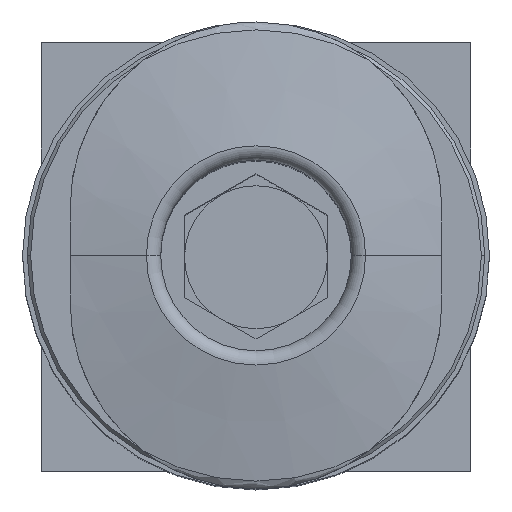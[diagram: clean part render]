
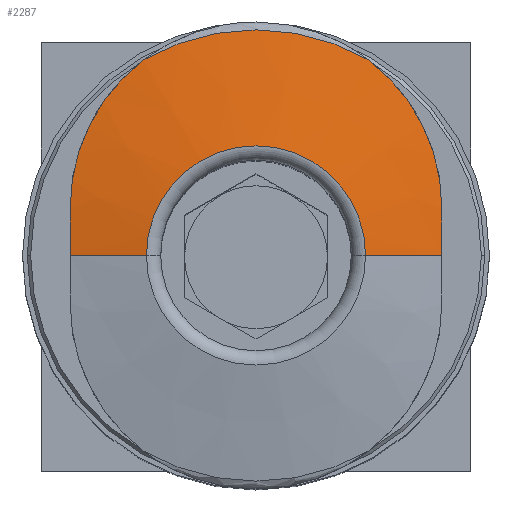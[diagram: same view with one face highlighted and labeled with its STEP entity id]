
A CAD part, top view. The second image highlights one B-rep face of the part: STEP entity #2287.
In plain terms, the highlighted conical face has half-angle 80 degrees and reference radius 3.517 mm.
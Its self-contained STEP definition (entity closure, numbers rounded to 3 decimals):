
#475=CARTESIAN_POINT('',(-2.361,4.104,55.221));
#476=CARTESIAN_POINT('',(-2.52,3.983,55.225));
#477=CARTESIAN_POINT('',(-2.819,3.717,55.235));
#478=CARTESIAN_POINT('',(-3.201,3.255,55.253));
#479=CARTESIAN_POINT('',(-3.508,2.739,55.273));
#480=CARTESIAN_POINT('',(-3.732,2.183,55.296));
#481=CARTESIAN_POINT('',(-3.869,1.598,55.32));
#482=CARTESIAN_POINT('',(-3.9,1.2,55.337));
#483=CARTESIAN_POINT('',(-3.9,1.,55.346));
#493=CARTESIAN_POINT('',(3.9,1.,55.345));
#494=CARTESIAN_POINT('',(3.9,1.199,55.337));
#495=CARTESIAN_POINT('',(3.869,1.598,55.32));
#496=CARTESIAN_POINT('',(3.732,2.183,55.296));
#497=CARTESIAN_POINT('',(3.508,2.739,55.273));
#498=CARTESIAN_POINT('',(3.201,3.255,55.253));
#499=CARTESIAN_POINT('',(2.819,3.717,55.235));
#500=CARTESIAN_POINT('',(2.52,3.983,55.225));
#501=CARTESIAN_POINT('',(2.362,4.104,55.221));
#503=DIRECTION('',(-0.985,0.,-0.174));
#504=VECTOR('',#503,1.625);
#505=CARTESIAN_POINT('',(-2.3,0.,55.65));
#506=LINE('',#505,#504);
#507=CARTESIAN_POINT('',(0.,0.,55.221));
#508=DIRECTION('',(0.,0.,1.));
#509=DIRECTION('',(0.499,0.867,0.));
#510=AXIS2_PLACEMENT_3D('',#507,#508,#509);
#528=CARTESIAN_POINT('',(3.9,0.,55.368));
#529=CARTESIAN_POINT('',(3.9,0.111,55.368));
#530=CARTESIAN_POINT('',(3.9,0.333,55.366));
#531=CARTESIAN_POINT('',(3.9,0.667,55.359));
#532=CARTESIAN_POINT('',(3.9,0.889,55.35));
#533=CARTESIAN_POINT('',(3.9,1.,55.345));
#574=DIRECTION('',(0.985,0.,-0.174));
#575=VECTOR('',#574,1.625);
#576=CARTESIAN_POINT('',(2.3,0.,55.65));
#577=LINE('',#576,#575);
#589=CARTESIAN_POINT('',(-3.9,1.,55.346));
#590=CARTESIAN_POINT('',(-3.9,0.889,55.35));
#591=CARTESIAN_POINT('',(-3.9,0.667,55.359));
#592=CARTESIAN_POINT('',(-3.9,0.333,55.366));
#593=CARTESIAN_POINT('',(-3.9,0.111,55.368));
#594=CARTESIAN_POINT('',(-3.9,0.,55.368));
#611=CARTESIAN_POINT('',(0.,0.,55.65));
#612=DIRECTION('',(0.,0.,-1.));
#613=DIRECTION('',(-1.,0.,0.));
#614=AXIS2_PLACEMENT_3D('',#611,#612,#613);
#1067=VERTEX_POINT('',#475);
#1068=VERTEX_POINT('',#483);
#1069=CARTESIAN_POINT('',(3.9,1.,55.345));
#1070=VERTEX_POINT('',#1069);
#1071=VERTEX_POINT('',#501);
#1073=VERTEX_POINT('',#528);
#1074=CARTESIAN_POINT('',(2.3,0.,55.65));
#1075=VERTEX_POINT('',#1074);
#1076=CARTESIAN_POINT('',(-2.3,0.,55.65));
#1077=VERTEX_POINT('',#1076);
#1078=CARTESIAN_POINT('',(-3.9,0.,
55.368));
#1079=VERTEX_POINT('',#1078);
#2266=CARTESIAN_POINT('',(0.,0.,55.435));
#2267=DIRECTION('',(0.,0.,-1.));
#2268=DIRECTION('',(1.,0.,0.));
#2269=AXIS2_PLACEMENT_3D('',#2266,#2267,#2268);
#2270=CONICAL_SURFACE('',#2269,3.517,80.);
#2272=ORIENTED_EDGE('',*,*,#2271,.F.);
#2273=ORIENTED_EDGE('',*,*,#2245,.F.);
#2275=ORIENTED_EDGE('',*,*,#2274,.F.);
#2277=ORIENTED_EDGE('',*,*,#2276,.F.);
#2279=ORIENTED_EDGE('',*,*,#2278,.F.);
#2281=ORIENTED_EDGE('',*,*,#2280,.T.);
#2283=ORIENTED_EDGE('',*,*,#2282,.F.);
#2284=ORIENTED_EDGE('',*,*,#2238,.F.);
#2285=EDGE_LOOP('',(#2272,#2273,#2275,#2277,#2279,#2281,#2283,#2284));
#2286=FACE_OUTER_BOUND('',#2285,.F.);
#2287=ADVANCED_FACE('',(#2286),#2270,.T.);
#484=B_SPLINE_CURVE_WITH_KNOTS('',3,(#475,#476,#477,#478,#479,#480,#481,#482,
#483),.UNSPECIFIED.,.F.,.F.,(4,1,1,1,1,1,4),(0.,0.167,
0.333,0.5,0.667,0.833,1.),
.UNSPECIFIED.);
#502=B_SPLINE_CURVE_WITH_KNOTS('',3,(#493,#494,#495,#496,#497,#498,#499,#500,
#501),.UNSPECIFIED.,.F.,.F.,(4,1,1,1,1,1,4),(0.,0.167,
0.333,0.5,0.667,0.833,1.),
.UNSPECIFIED.);
#511=CIRCLE('',#510,4.735);
#534=B_SPLINE_CURVE_WITH_KNOTS('',3,(#528,#529,#530,#531,#532,#533),
.UNSPECIFIED.,.F.,.F.,(4,1,1,4),(0.,0.333,0.667,1.),
.UNSPECIFIED.);
#595=B_SPLINE_CURVE_WITH_KNOTS('',3,(#589,#590,#591,#592,#593,#594),
.UNSPECIFIED.,.F.,.F.,(4,1,1,4),(0.,0.333,0.667,1.),
.UNSPECIFIED.);
#615=CIRCLE('',#614,2.3);
#2238=EDGE_CURVE('',#1067,#1068,#484,.T.);
#2245=EDGE_CURVE('',#1070,#1071,#502,.T.);
#2271=EDGE_CURVE('',#1071,#1067,#511,.T.);
#2274=EDGE_CURVE('',#1073,#1070,#534,.T.);
#2276=EDGE_CURVE('',#1075,#1073,#577,.T.);
#2278=EDGE_CURVE('',#1077,#1075,#615,.T.);
#2280=EDGE_CURVE('',#1077,#1079,#506,.T.);
#2282=EDGE_CURVE('',#1068,#1079,#595,.T.);
